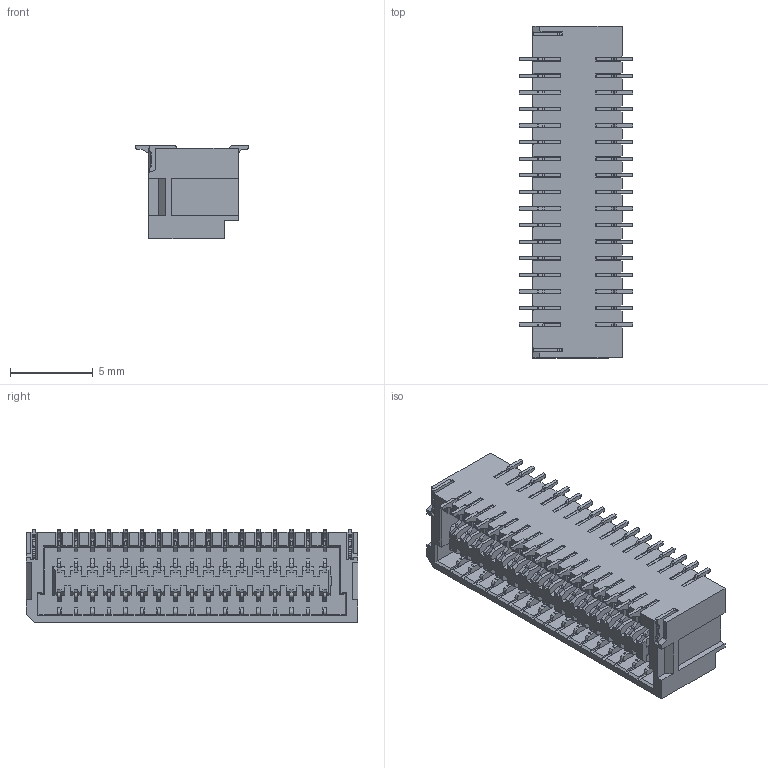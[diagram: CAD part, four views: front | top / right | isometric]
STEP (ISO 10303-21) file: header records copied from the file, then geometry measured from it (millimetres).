
FILE_DESCRIPTION (( 'STEP AP203' ), '1' );
FILE_NAME ('FWF10013-D34B83NAM.STEP', '2025-11-21T03:44:16', ( '' ), ( '' ), 'SwSTEP 2.0', 'SolidWorks 2021', '' );
FILE_SCHEMA (( 'CONFIG_CONTROL_DESIGN' ));
Products named in the file (1): FWF10013-D34B83NAM
Bounding box: 6.86 x 20 x 5.62 mm (x, y, z)
Volume: 390.1 mm3; surface area: 1717.4 mm2
Topology: 1 solids, 18 shells, 3916 faces, 12160 edges, 7986 vertices
Faces by surface type: plane 2879, bspline 1037
Entity records: 151814 total; most frequent: CARTESIAN_POINT 51686, ORIENTED_EDGE 24320, DIRECTION 15694, EDGE_CURVE 12160, VECTOR 9934, LINE 9934, VERTEX_POINT 7986, EDGE_LOOP 4042
